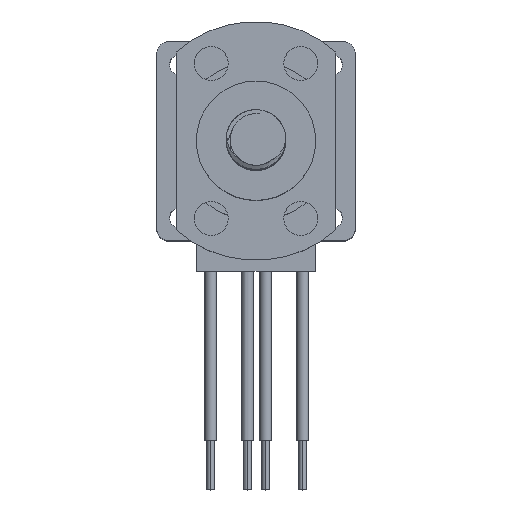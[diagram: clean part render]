
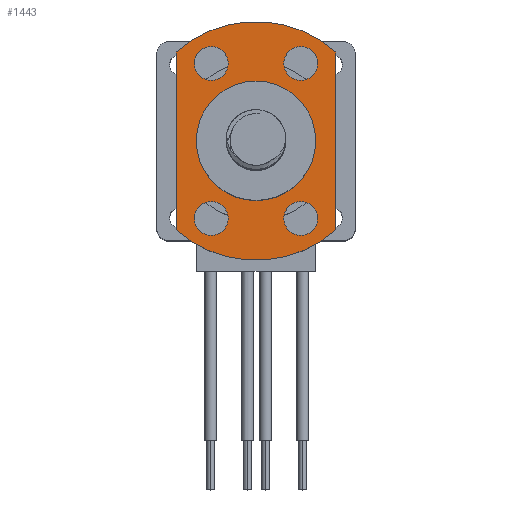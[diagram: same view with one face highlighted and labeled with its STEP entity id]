
A CAD part, top view. The second image highlights one B-rep face of the part: STEP entity #1443.
In plain terms, the highlighted planar face has unit normal (0, 0, 1).
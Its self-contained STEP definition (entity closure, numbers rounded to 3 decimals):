
#105 = EDGE_CURVE ( 'NONE', #28932, #433, #20333, .T. ) ;
#123 = DIRECTION ( 'NONE',  ( -1., 0., 0. ) ) ;
#388 = VERTEX_POINT ( 'NONE', #22864 ) ;
#433 = VERTEX_POINT ( 'NONE', #6917 ) ;
#602 = FACE_BOUND ( 'NONE', #15683, .T. ) ;
#1034 = DIRECTION ( 'NONE',  ( 0., 0., 1. ) ) ;
#1251 = DIRECTION ( 'NONE',  ( 1., 0., 0. ) ) ;
#1443 = ADVANCED_FACE ( 'NONE', ( #14018, #25261, #23036, #20821, #10031, #602 ), #18888, .T. ) ;
#1461 = CIRCLE ( 'NONE', #25501, 1.7 ) ;
#1615 = AXIS2_PLACEMENT_3D ( 'NONE', #15563, #22221, #2589 ) ;
#1764 = EDGE_CURVE ( 'NONE', #5454, #15819, #1461, .T. ) ;
#1811 = DIRECTION ( 'NONE',  ( 0., 0., 1. ) ) ;
#1919 = EDGE_CURVE ( 'NONE', #11712, #5431, #18272, .T. ) ;
#2069 = CARTESIAN_POINT ( 'NONE',  ( -4.5, -7.794, 63. ) ) ;
#2231 = DIRECTION ( 'NONE',  ( 0., 0., 1. ) ) ;
#2297 = DIRECTION ( 'NONE',  ( -1., 0., 0. ) ) ;
#2443 = CARTESIAN_POINT ( 'NONE',  ( -2.8, 7.794, 63. ) ) ;
#2567 = CIRCLE ( 'NONE', #19507, 1.7 ) ;
#2589 = DIRECTION ( 'NONE',  ( 1., 0., 0. ) ) ;
#3150 = CARTESIAN_POINT ( 'NONE',  ( -6.2, -7.794, 63. ) ) ;
#3676 = CARTESIAN_POINT ( 'NONE',  ( 8., 8.944, 63. ) ) ;
#3856 = CIRCLE ( 'NONE', #11868, 1.7 ) ;
#4213 = LINE ( 'NONE', #6428, #8189 ) ;
#4289 = ORIENTED_EDGE ( 'NONE', *, *, #10792, .F. ) ;
#4563 = DIRECTION ( 'NONE',  ( -1., 0., 0. ) ) ;
#4723 = AXIS2_PLACEMENT_3D ( 'NONE', #19994, #8915, #8632 ) ;
#4765 = ORIENTED_EDGE ( 'NONE', *, *, #1764, .F. ) ;
#5045 = CARTESIAN_POINT ( 'NONE',  ( -2.8, -7.794, 63. ) ) ;
#5093 = ORIENTED_EDGE ( 'NONE', *, *, #23543, .T. ) ;
#5172 = DIRECTION ( 'NONE',  ( 1., 0., 0. ) ) ;
#5431 = VERTEX_POINT ( 'NONE', #20967 ) ;
#5454 = VERTEX_POINT ( 'NONE', #5045 ) ;
#5688 = CIRCLE ( 'NONE', #13692, 1.7 ) ;
#6428 = CARTESIAN_POINT ( 'NONE',  ( 8., 8.944, 63. ) ) ;
#6468 = ORIENTED_EDGE ( 'NONE', *, *, #1919, .T. ) ;
#6835 = EDGE_CURVE ( 'NONE', #24473, #19083, #21665, .T. ) ;
#6917 = CARTESIAN_POINT ( 'NONE',  ( 6.2, -7.794, 63. ) ) ;
#7084 = CIRCLE ( 'NONE', #4723, 1.7 ) ;
#7356 = CARTESIAN_POINT ( 'NONE',  ( -8., 8.944, 63. ) ) ;
#7591 = ORIENTED_EDGE ( 'NONE', *, *, #6835, .F. ) ;
#7630 = DIRECTION ( 'NONE',  ( 1., 0., 0. ) ) ;
#7726 = ORIENTED_EDGE ( 'NONE', *, *, #14236, .T. ) ;
#7891 = EDGE_CURVE ( 'NONE', #15819, #5454, #3856, .T. ) ;
#8089 = EDGE_LOOP ( 'NONE', ( #4289, #20877 ) ) ;
#8189 = VECTOR ( 'NONE', #17913, 1000. ) ;
#8323 = DIRECTION ( 'NONE',  ( 0., 0., 1. ) ) ;
#8632 = DIRECTION ( 'NONE',  ( 1., 0., 0. ) ) ;
#8716 = DIRECTION ( 'NONE',  ( 1., 0., 0. ) ) ;
#8914 = AXIS2_PLACEMENT_3D ( 'NONE', #24275, #8323, #1251 ) ;
#8915 = DIRECTION ( 'NONE',  ( 0., 0., 1. ) ) ;
#8999 = DIRECTION ( 'NONE',  ( 0., 0., 1. ) ) ;
#9600 = DIRECTION ( 'NONE',  ( 0., 0., 1. ) ) ;
#9677 = CARTESIAN_POINT ( 'NONE',  ( -6., 0., 63. ) ) ;
#9934 = ORIENTED_EDGE ( 'NONE', *, *, #16069, .F. ) ;
#10031 = FACE_BOUND ( 'NONE', #8089, .T. ) ;
#10430 = CARTESIAN_POINT ( 'NONE',  ( 2.8, -7.794, 63. ) ) ;
#10653 = CIRCLE ( 'NONE', #18676, 6. ) ;
#10792 = EDGE_CURVE ( 'NONE', #29140, #15780, #7084, .T. ) ;
#10920 = VERTEX_POINT ( 'NONE', #2443 ) ;
#11025 = AXIS2_PLACEMENT_3D ( 'NONE', #18878, #1034, #16657 ) ;
#11111 = ORIENTED_EDGE ( 'NONE', *, *, #28658, .F. ) ;
#11371 = CARTESIAN_POINT ( 'NONE',  ( 0., 0., 63. ) ) ;
#11447 = DIRECTION ( 'NONE',  ( 0., 0., 1. ) ) ;
#11712 = VERTEX_POINT ( 'NONE', #14278 ) ;
#11812 = CARTESIAN_POINT ( 'NONE',  ( 6., 0., 63. ) ) ;
#11868 = AXIS2_PLACEMENT_3D ( 'NONE', #28860, #13633, #2297 ) ;
#13543 = CARTESIAN_POINT ( 'NONE',  ( 4.5, -7.794, 63. ) ) ;
#13633 = DIRECTION ( 'NONE',  ( 0., 0., 1. ) ) ;
#13676 = CARTESIAN_POINT ( 'NONE',  ( 8., -8.944, 63. ) ) ;
#13692 = AXIS2_PLACEMENT_3D ( 'NONE', #24898, #11447, #22965 ) ;
#14018 = FACE_BOUND ( 'NONE', #28536, .T. ) ;
#14048 = CARTESIAN_POINT ( 'NONE',  ( 6.2, 7.794, 63. ) ) ;
#14162 = CARTESIAN_POINT ( 'NONE',  ( 0., 0., 63. ) ) ;
#14236 = EDGE_CURVE ( 'NONE', #5431, #24915, #25518, .T. ) ;
#14278 = CARTESIAN_POINT ( 'NONE',  ( -8., 8.944, 63. ) ) ;
#14306 = CIRCLE ( 'NONE', #1615, 12. ) ;
#14704 = CARTESIAN_POINT ( 'NONE',  ( -4.5, 7.794, 63. ) ) ;
#15563 = CARTESIAN_POINT ( 'NONE',  ( 0., 0., 63. ) ) ;
#15645 = CARTESIAN_POINT ( 'NONE',  ( 4.5, 7.794, 63. ) ) ;
#15683 = EDGE_LOOP ( 'NONE', ( #27233, #4765 ) ) ;
#15780 = VERTEX_POINT ( 'NONE', #14048 ) ;
#15819 = VERTEX_POINT ( 'NONE', #3150 ) ;
#16069 = EDGE_CURVE ( 'NONE', #19083, #24473, #10653, .T. ) ;
#16657 = DIRECTION ( 'NONE',  ( -1., 0., 0. ) ) ;
#16792 = ORIENTED_EDGE ( 'NONE', *, *, #22797, .F. ) ;
#17111 = ORIENTED_EDGE ( 'NONE', *, *, #23564, .T. ) ;
#17480 = AXIS2_PLACEMENT_3D ( 'NONE', #14704, #23721, #7630 ) ;
#17913 = DIRECTION ( 'NONE',  ( 0., 1., 0. ) ) ;
#18000 = DIRECTION ( 'NONE',  ( 1., 0., 0. ) ) ;
#18272 = LINE ( 'NONE', #7356, #25363 ) ;
#18676 = AXIS2_PLACEMENT_3D ( 'NONE', #11371, #1811, #26456 ) ;
#18878 = CARTESIAN_POINT ( 'NONE',  ( 4.5, -7.794, 63. ) ) ;
#18888 = PLANE ( 'NONE',  #26457 ) ;
#19083 = VERTEX_POINT ( 'NONE', #9677 ) ;
#19380 = AXIS2_PLACEMENT_3D ( 'NONE', #13543, #24783, #123 ) ;
#19507 = AXIS2_PLACEMENT_3D ( 'NONE', #15645, #8999, #18000 ) ;
#19767 = DIRECTION ( 'NONE',  ( 0., 0., 1. ) ) ;
#19839 = CIRCLE ( 'NONE', #17480, 1.7 ) ;
#19994 = CARTESIAN_POINT ( 'NONE',  ( 4.5, 7.794, 63. ) ) ;
#20073 = EDGE_LOOP ( 'NONE', ( #11111, #22440 ) ) ;
#20333 = CIRCLE ( 'NONE', #19380, 1.7 ) ;
#20796 = EDGE_LOOP ( 'NONE', ( #7726, #5093, #17111, #6468 ) ) ;
#20821 = FACE_OUTER_BOUND ( 'NONE', #20796, .T. ) ;
#20877 = ORIENTED_EDGE ( 'NONE', *, *, #23285, .F. ) ;
#20967 = CARTESIAN_POINT ( 'NONE',  ( -8., -8.944, 63. ) ) ;
#21252 = AXIS2_PLACEMENT_3D ( 'NONE', #27028, #2231, #8716 ) ;
#21665 = CIRCLE ( 'NONE', #8914, 6. ) ;
#22221 = DIRECTION ( 'NONE',  ( 0., 0., 1. ) ) ;
#22440 = ORIENTED_EDGE ( 'NONE', *, *, #29182, .F. ) ;
#22544 = EDGE_LOOP ( 'NONE', ( #24838, #16792 ) ) ;
#22797 = EDGE_CURVE ( 'NONE', #433, #28932, #23750, .T. ) ;
#22864 = CARTESIAN_POINT ( 'NONE',  ( -6.2, 7.794, 63. ) ) ;
#22868 = DIRECTION ( 'NONE',  ( 0., -1., 0. ) ) ;
#22965 = DIRECTION ( 'NONE',  ( 1., 0., 0. ) ) ;
#23036 = FACE_BOUND ( 'NONE', #20073, .T. ) ;
#23285 = EDGE_CURVE ( 'NONE', #15780, #29140, #2567, .T. ) ;
#23543 = EDGE_CURVE ( 'NONE', #24915, #25891, #4213, .T. ) ;
#23564 = EDGE_CURVE ( 'NONE', #25891, #11712, #14306, .T. ) ;
#23721 = DIRECTION ( 'NONE',  ( 0., 0., 1. ) ) ;
#23750 = CIRCLE ( 'NONE', #11025, 1.7 ) ;
#24275 = CARTESIAN_POINT ( 'NONE',  ( 0., 0., 63. ) ) ;
#24473 = VERTEX_POINT ( 'NONE', #11812 ) ;
#24783 = DIRECTION ( 'NONE',  ( 0., 0., 1. ) ) ;
#24838 = ORIENTED_EDGE ( 'NONE', *, *, #105, .F. ) ;
#24898 = CARTESIAN_POINT ( 'NONE',  ( -4.5, 7.794, 63. ) ) ;
#24915 = VERTEX_POINT ( 'NONE', #13676 ) ;
#25261 = FACE_BOUND ( 'NONE', #22544, .T. ) ;
#25363 = VECTOR ( 'NONE', #22868, 1000. ) ;
#25501 = AXIS2_PLACEMENT_3D ( 'NONE', #2069, #19767, #4563 ) ;
#25518 = CIRCLE ( 'NONE', #21252, 12. ) ;
#25891 = VERTEX_POINT ( 'NONE', #3676 ) ;
#26456 = DIRECTION ( 'NONE',  ( 1., 0., 0. ) ) ;
#26457 = AXIS2_PLACEMENT_3D ( 'NONE', #14162, #9600, #5172 ) ;
#27028 = CARTESIAN_POINT ( 'NONE',  ( 0., 0., 63. ) ) ;
#27233 = ORIENTED_EDGE ( 'NONE', *, *, #7891, .F. ) ;
#28536 = EDGE_LOOP ( 'NONE', ( #9934, #7591 ) ) ;
#28581 = CARTESIAN_POINT ( 'NONE',  ( 2.8, 7.794, 63. ) ) ;
#28658 = EDGE_CURVE ( 'NONE', #388, #10920, #19839, .T. ) ;
#28860 = CARTESIAN_POINT ( 'NONE',  ( -4.5, -7.794, 63. ) ) ;
#28932 = VERTEX_POINT ( 'NONE', #10430 ) ;
#29140 = VERTEX_POINT ( 'NONE', #28581 ) ;
#29182 = EDGE_CURVE ( 'NONE', #10920, #388, #5688, .T. ) ;
